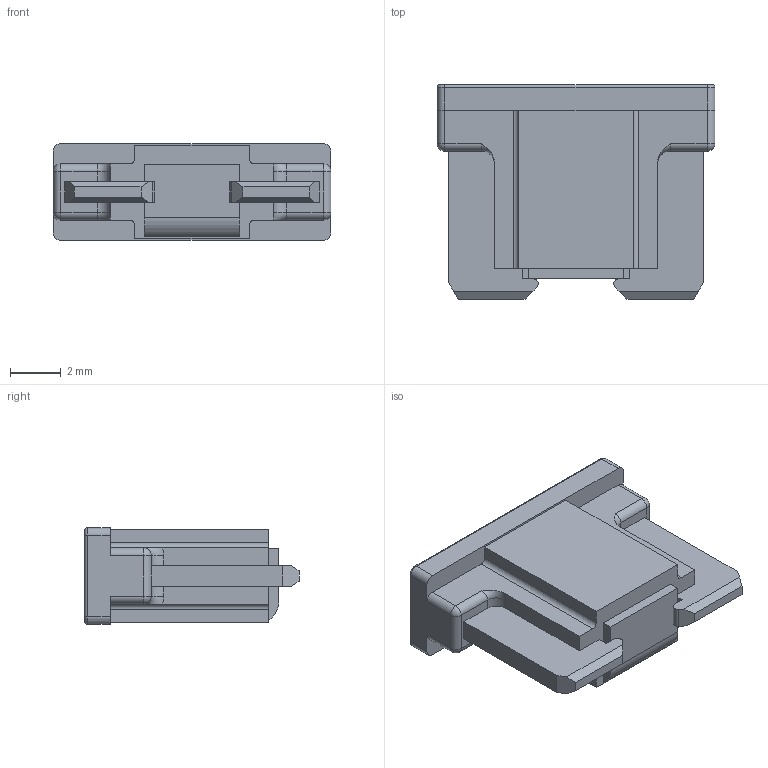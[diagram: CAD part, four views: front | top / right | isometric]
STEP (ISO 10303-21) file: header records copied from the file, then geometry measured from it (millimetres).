
FILE_DESCRIPTION(('FreeCAD Model'),'2;1');
FILE_NAME('Open CASCADE Shape Model','2023-03-24T12:03:44',('Author'),( ''),'Open CASCADE STEP processor 7.6','FreeCAD','Unknown');
FILE_SCHEMA(('AUTOMOTIVE_DESIGN { 1 0 10303 214 1 1 1 1 }'));
Length unit declared in the file: millimetre
Products named in the file (1): 3DMODEL_0891000_LPMINI
Bounding box: 10.9 x 8.4 x 3.8 mm (x, y, z)
Volume: 205.9 mm3; surface area: 313.4 mm2
Topology: 1 solids, 1 shells, 124 faces, 329 edges, 211 vertices
Faces by surface type: plane 83, cylinder 29, torus 8, sphere 4
Entity records: 8560 total; most frequent: CARTESIAN_POINT 1879, DIRECTION 1263, LINE 863, VECTOR 863, ORIENTED_EDGE 658, PCURVE 658, DEFINITIONAL_REPRESENTATION 658, EDGE_CURVE 329
